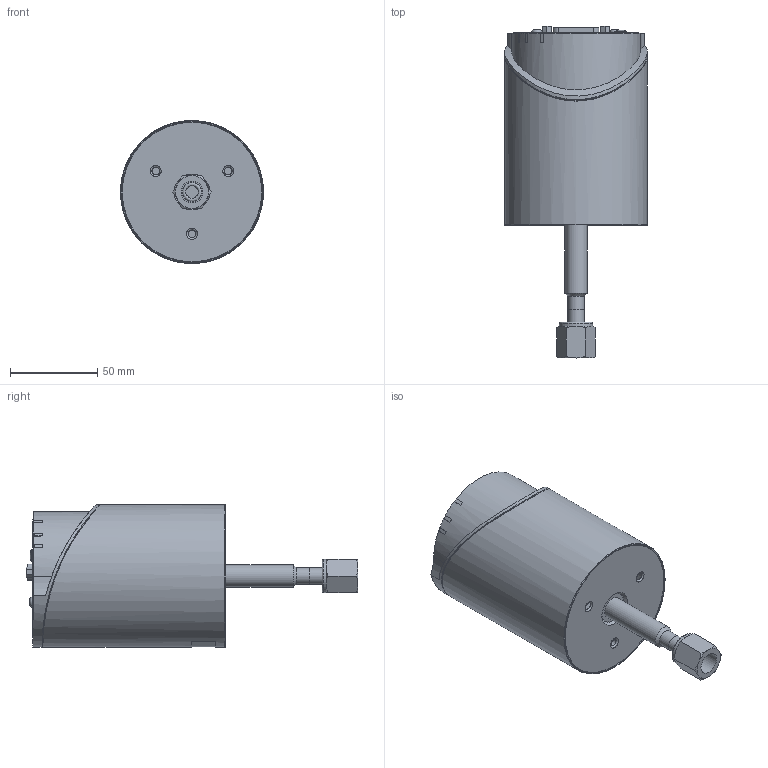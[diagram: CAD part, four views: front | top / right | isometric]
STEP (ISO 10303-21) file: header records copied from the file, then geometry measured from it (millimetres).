
FILE_DESCRIPTION(/* description */ (''),/* implementation_level */ '2;1');
FILE_NAME(/* name */ 'MCDG200D_4-VCR female_P-Net.stp',/* time_stamp */ '2023-01-31T13:03:27+01:00',/* author */ ('cons002'),/* organization */ (''),/* preprocessor_version */ 'ST-DEVELOPER v18.1',/* originating_system */ 'Autodesk Inventor 2021',/* authorisation */ '');
FILE_SCHEMA (('AUTOMOTIVE_DESIGN { 1 0 10303 214 3 1 1 }'));
Length unit declared in the file: millimetre
Products named in the file (1): MCDG200D_4-VCR female_P-Net2t
Bounding box: 82 x 190.45 x 82 mm (x, y, z)
Volume: 573408 mm3; surface area: 48335.2 mm2
Topology: 1 solids, 2 shells, 853 faces, 2291 edges, 1529 vertices
Faces by surface type: plane 503, bspline 181, cylinder 124, cone 19, sphere 16, torus 10
Full cylindrical faces by diameter (mm): 1 x15, 1.5 x2, 3.2 x2, 3.4 x2, 5.7 x2, 6.325 x2, 6.4 x1, 7 x1, 7.9 x1, 9.5 x1, 9.525 x1, 9.9 x1, 10.2 x1, 11.3 x1, 12.6 x1, 12.7 x1, 18 x1, 19 x1, 82 x2
Entity records: 31445 total; most frequent: CARTESIAN_POINT 10130, ORIENTED_EDGE 4552, DIRECTION 3534, EDGE_CURVE 2276, LINE 1538, VECTOR 1538, VERTEX_POINT 1529, AXIS2_PLACEMENT_3D 998
